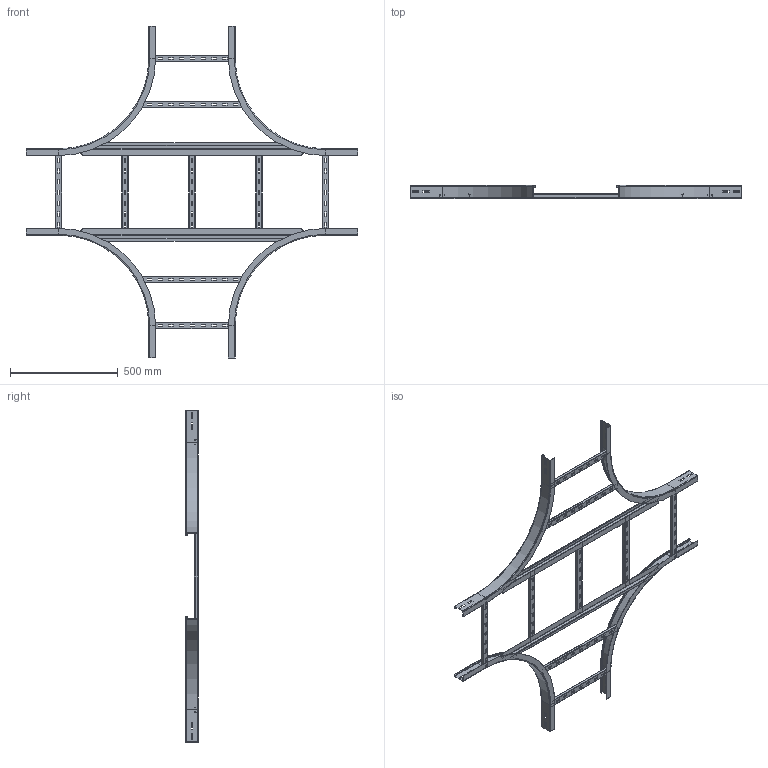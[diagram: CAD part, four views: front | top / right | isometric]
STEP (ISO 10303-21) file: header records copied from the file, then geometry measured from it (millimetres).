
FILE_DESCRIPTION(/* description */ (''),/* implementation_level */ '2;1');
FILE_NAME(/* name */ 'CZDC400H60.stp',/* time_stamp */ '2020-05-19T10:12:31+02:00',/* author */ ('NB06DT_User'),/* organization */ (''),/* preprocessor_version */ 'ST-DEVELOPER v18.1',/* originating_system */ 'Autodesk Inventor 2021',/* authorisation */ '');
FILE_SCHEMA (('AUTOMOTIVE_DESIGN { 1 0 10303 214 3 1 1 }'));
Length unit declared in the file: millimetre
Products named in the file (5): CZDC400H45; LDC...H45N wewnętrzny; szczebel 30x15x490; szczebel 30x15x390; szczebel trójnika drabinki 400
Assembly tree (15 placements, depth 2):
  CZDC400H45
    LDC...H45N wewnętrzny  x4
    szczebel 30x15x390  x7
    szczebel 30x15x490  x2
    szczebel trójnika drabinki 400  x2
Bounding box: 1540 x 60 x 1540 mm (x, y, z)
Volume: 1309906.9 mm3; surface area: 1651442.9 mm2
Topology: 15 solids, 15 shells, 990 faces, 2368 edges, 1408 vertices
Faces by surface type: plane 790, cylinder 168, torus 24, bspline 8
Full cylindrical faces by diameter (mm): 3 x8
Entity records: 7703 total; most frequent: CARTESIAN_POINT 1388, DIRECTION 1254, ORIENTED_EDGE 1236, EDGE_CURVE 618, LINE 514, VECTOR 514, AXIS2_PLACEMENT_3D 370, VERTEX_POINT 368
